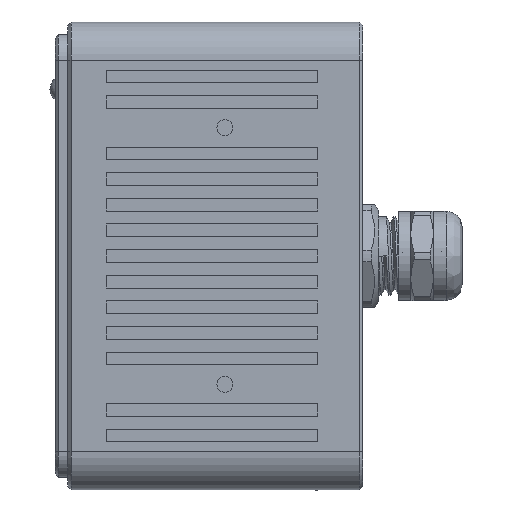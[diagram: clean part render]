
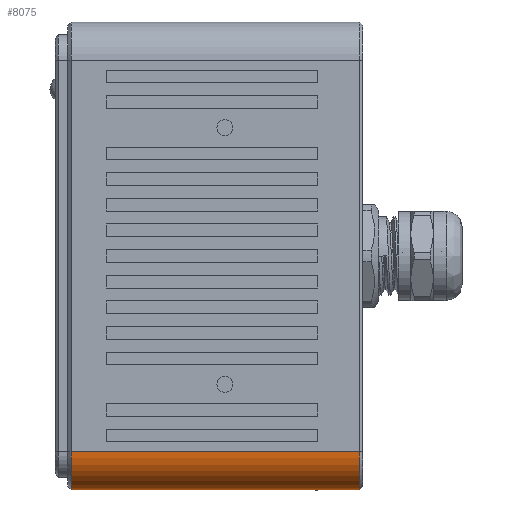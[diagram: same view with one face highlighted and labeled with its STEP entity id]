
A CAD part, left-side view. The second image highlights one B-rep face of the part: STEP entity #8075.
In plain terms, the highlighted cylindrical face has radius 6 mm (diameter 12 mm), a partial arc.
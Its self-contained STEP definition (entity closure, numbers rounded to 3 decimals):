
#180 = LINE ( 'NONE', #32429, #6421 ) ;
#446 = AXIS2_PLACEMENT_3D ( 'NONE', #11881, #18286, #27194 ) ;
#641 = DIRECTION ( 'NONE',  ( 0., 1., 0. ) ) ;
#1104 = EDGE_CURVE ( 'NONE', #10217, #21126, #38307, .T. ) ;
#1326 = EDGE_LOOP ( 'NONE', ( #15426, #8081, #23895, #4766 ) ) ;
#1587 = CYLINDRICAL_SURFACE ( 'NONE', #446, 6. ) ;
#4766 = ORIENTED_EDGE ( 'NONE', *, *, #21817, .T. ) ;
#6421 = VECTOR ( 'NONE', #29634, 1000. ) ;
#6655 = DIRECTION ( 'NONE',  ( 0., 0., 1. ) ) ;
#8075 = ADVANCED_FACE ( 'NONE', ( #26912 ), #1587, .T. ) ;
#8081 = ORIENTED_EDGE ( 'NONE', *, *, #1104, .T. ) ;
#8190 = DIRECTION ( 'NONE',  ( 0., 1., 0. ) ) ;
#8478 = AXIS2_PLACEMENT_3D ( 'NONE', #18981, #641, #6655 ) ;
#10217 = VERTEX_POINT ( 'NONE', #16064 ) ;
#11881 = CARTESIAN_POINT ( 'NONE',  ( -53., 60., -30.5 ) ) ;
#14559 = DIRECTION ( 'NONE',  ( 0., -1., 0. ) ) ;
#15426 = ORIENTED_EDGE ( 'NONE', *, *, #20787, .F. ) ;
#16064 = CARTESIAN_POINT ( 'NONE',  ( -59., 65.5, -30.5 ) ) ;
#16572 = CARTESIAN_POINT ( 'NONE',  ( -53., 65.5, -36.5 ) ) ;
#17797 = CARTESIAN_POINT ( 'NONE',  ( -59., 20.5, -30.5 ) ) ;
#18286 = DIRECTION ( 'NONE',  ( 0., -1., 0. ) ) ;
#18981 = CARTESIAN_POINT ( 'NONE',  ( -53., 20.5, -30.5 ) ) ;
#20785 = CARTESIAN_POINT ( 'NONE',  ( -53., 20.5, -36.5 ) ) ;
#20787 = EDGE_CURVE ( 'NONE', #10217, #32311, #180, .T. ) ;
#20885 = CARTESIAN_POINT ( 'NONE',  ( -53., 65.5, -30.5 ) ) ;
#21126 = VERTEX_POINT ( 'NONE', #16572 ) ;
#21817 = EDGE_CURVE ( 'NONE', #38717, #32311, #30679, .T. ) ;
#23448 = CARTESIAN_POINT ( 'NONE',  ( -53., 60., -36.5 ) ) ;
#23895 = ORIENTED_EDGE ( 'NONE', *, *, #29905, .F. ) ;
#26700 = DIRECTION ( 'NONE',  ( 0., 0., 1. ) ) ;
#26912 = FACE_OUTER_BOUND ( 'NONE', #1326, .T. ) ;
#27194 = DIRECTION ( 'NONE',  ( 0., 0., -1. ) ) ;
#27787 = AXIS2_PLACEMENT_3D ( 'NONE', #20885, #14559, #26700 ) ;
#29634 = DIRECTION ( 'NONE',  ( 0., -1., 0. ) ) ;
#29905 = EDGE_CURVE ( 'NONE', #38717, #21126, #38276, .T. ) ;
#30224 = VECTOR ( 'NONE', #8190, 1000. ) ;
#30679 = CIRCLE ( 'NONE', #8478, 6. ) ;
#32311 = VERTEX_POINT ( 'NONE', #17797 ) ;
#32429 = CARTESIAN_POINT ( 'NONE',  ( -59., 60., -30.5 ) ) ;
#38276 = LINE ( 'NONE', #23448, #30224 ) ;
#38307 = CIRCLE ( 'NONE', #27787, 6. ) ;
#38717 = VERTEX_POINT ( 'NONE', #20785 ) ;
